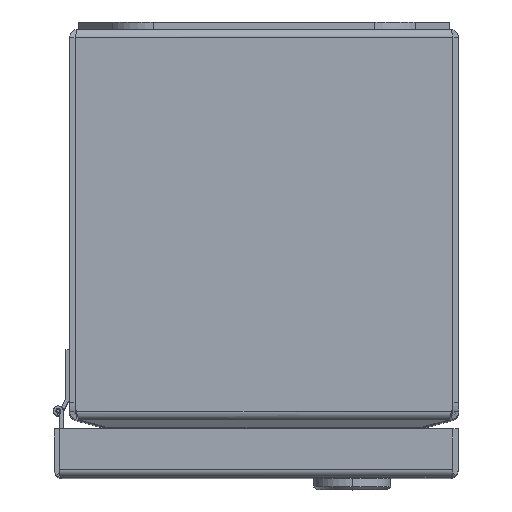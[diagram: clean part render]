
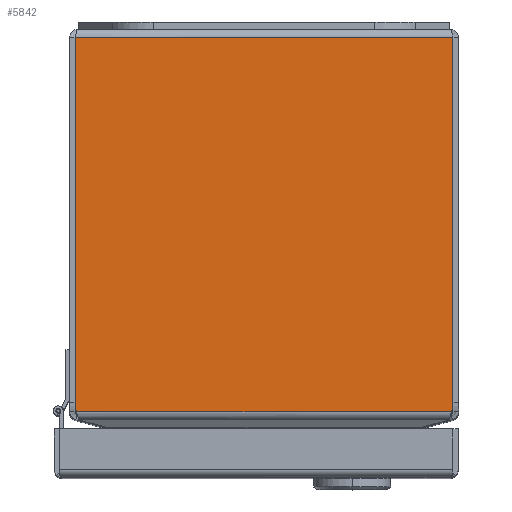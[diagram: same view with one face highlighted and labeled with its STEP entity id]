
A CAD part, top view. The second image highlights one B-rep face of the part: STEP entity #5842.
In plain terms, the highlighted planar face has unit normal (0, 0, 1).
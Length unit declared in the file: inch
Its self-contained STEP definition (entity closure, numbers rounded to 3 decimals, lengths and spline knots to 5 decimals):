
#90 = ORIENTED_EDGE ( 'NONE', *, *, #2366, .F. ) ;
#396 = CARTESIAN_POINT ( 'NONE',  ( -1.914, -0.086, 3. ) ) ;
#786 = DIRECTION ( 'NONE',  ( 0., -1., 0. ) ) ;
#1103 = CIRCLE ( 'NONE', #6701, 0.281 ) ;
#1704 = CARTESIAN_POINT ( 'NONE',  ( -1.94289, -3.83953, 3. ) ) ;
#1905 = DIRECTION ( 'NONE',  ( -1., 0., 0. ) ) ;
#2075 = VECTOR ( 'NONE', #9839, 39.37008 ) ;
#2366 = EDGE_CURVE ( 'NONE', #10008, #8192, #14752, .T. ) ;
#3253 = ORIENTED_EDGE ( 'NONE', *, *, #4381, .T. ) ;
#3486 = CARTESIAN_POINT ( 'NONE',  ( 1.66189, -3.83953, 3. ) ) ;
#3856 = VERTEX_POINT ( 'NONE', #1704 ) ;
#4381 = EDGE_CURVE ( 'NONE', #17226, #3856, #16197, .T. ) ;
#5078 = CARTESIAN_POINT ( 'NONE',  ( -1.92653, -3.93401, 3. ) ) ;
#5462 = CARTESIAN_POINT ( 'NONE',  ( 1.92653, -3.93401, 3. ) ) ;
#5842 = ADVANCED_FACE ( 'NONE', ( #19556 ), #7647, .F. ) ;
#6133 = EDGE_CURVE ( 'NONE', #8192, #19767, #1103, .T. ) ;
#6299 = EDGE_LOOP ( 'NONE', ( #7385, #90, #13222, #3253, #13710, #20206 ) ) ;
#6633 = DIRECTION ( 'NONE',  ( -1., 0., 0. ) ) ;
#6701 = AXIS2_PLACEMENT_3D ( 'NONE', #3486, #7198, #13874 ) ;
#6722 = CIRCLE ( 'NONE', #13357, 0.281 ) ;
#7068 = DIRECTION ( 'NONE',  ( 1., 0., 0. ) ) ;
#7198 = DIRECTION ( 'NONE',  ( 0., 0., -1. ) ) ;
#7385 = ORIENTED_EDGE ( 'NONE', *, *, #6133, .F. ) ;
#7647 = PLANE ( 'NONE',  #10510 ) ;
#7754 = CARTESIAN_POINT ( 'NONE',  ( 1.94289, -3.83953, 3. ) ) ;
#8192 = VERTEX_POINT ( 'NONE', #7754 ) ;
#8418 = VECTOR ( 'NONE', #7068, 39.37008 ) ;
#8680 = CARTESIAN_POINT ( 'NONE',  ( -1.94289, -0.086, 3. ) ) ;
#9746 = VERTEX_POINT ( 'NONE', #5078 ) ;
#9839 = DIRECTION ( 'NONE',  ( 0., -1., 0. ) ) ;
#10008 = VERTEX_POINT ( 'NONE', #18357 ) ;
#10226 = CARTESIAN_POINT ( 'NONE',  ( 13.527, -3.93401, 3. ) ) ;
#10510 = AXIS2_PLACEMENT_3D ( 'NONE', #19130, #16179, #14321 ) ;
#10532 = EDGE_CURVE ( 'NONE', #17226, #10008, #15383, .T. ) ;
#10903 = EDGE_CURVE ( 'NONE', #19767, #9746, #15252, .T. ) ;
#12709 = CARTESIAN_POINT ( 'NONE',  ( -1.94289, -0.086, 3. ) ) ;
#13222 = ORIENTED_EDGE ( 'NONE', *, *, #10532, .F. ) ;
#13357 = AXIS2_PLACEMENT_3D ( 'NONE', #21621, #19537, #6633 ) ;
#13710 = ORIENTED_EDGE ( 'NONE', *, *, #20149, .F. ) ;
#13874 = DIRECTION ( 'NONE',  ( 0., 1., 0. ) ) ;
#14321 = DIRECTION ( 'NONE',  ( -1., 0., 0. ) ) ;
#14752 = LINE ( 'NONE', #21533, #2075 ) ;
#15252 = LINE ( 'NONE', #10226, #19593 ) ;
#15383 = LINE ( 'NONE', #396, #8418 ) ;
#16179 = DIRECTION ( 'NONE',  ( 0., 0., -1. ) ) ;
#16197 = LINE ( 'NONE', #12709, #19097 ) ;
#17226 = VERTEX_POINT ( 'NONE', #8680 ) ;
#18357 = CARTESIAN_POINT ( 'NONE',  ( 1.94289, -0.086, 3. ) ) ;
#19097 = VECTOR ( 'NONE', #786, 39.37008 ) ;
#19130 = CARTESIAN_POINT ( 'NONE',  ( 13.527, 0., 3. ) ) ;
#19537 = DIRECTION ( 'NONE',  ( 0., 0., -1. ) ) ;
#19556 = FACE_OUTER_BOUND ( 'NONE', #6299, .T. ) ;
#19593 = VECTOR ( 'NONE', #1905, 39.37008 ) ;
#19767 = VERTEX_POINT ( 'NONE', #5462 ) ;
#20149 = EDGE_CURVE ( 'NONE', #9746, #3856, #6722, .T. ) ;
#20206 = ORIENTED_EDGE ( 'NONE', *, *, #10903, .F. ) ;
#21533 = CARTESIAN_POINT ( 'NONE',  ( 1.94289, -0.086, 3. ) ) ;
#21621 = CARTESIAN_POINT ( 'NONE',  ( -1.66189, -3.83953, 3. ) ) ;
